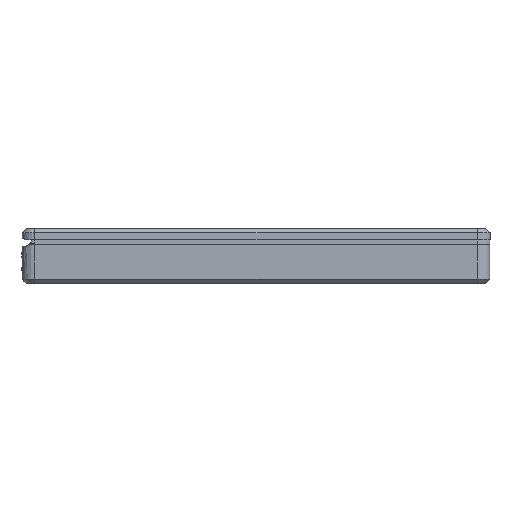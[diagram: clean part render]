
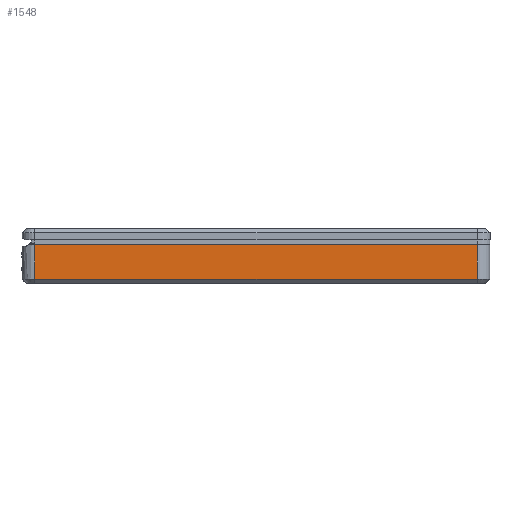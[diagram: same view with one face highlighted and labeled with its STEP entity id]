
A CAD part, left-side view. The second image highlights one B-rep face of the part: STEP entity #1548.
In plain terms, the highlighted planar face has unit normal (-1, 0, 0).
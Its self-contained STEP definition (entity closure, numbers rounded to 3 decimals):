
#1548=ADVANCED_FACE('',(#3434),#31560,.T.);
#3434=FACE_OUTER_BOUND('',#5409,.T.);
#5409=EDGE_LOOP('',(#13503,#13504,#13505,#13506));
#13503=ORIENTED_EDGE('',*,*,#20205,.T.);
#13504=ORIENTED_EDGE('',*,*,#20207,.F.);
#13505=ORIENTED_EDGE('',*,*,#19313,.T.);
#13506=ORIENTED_EDGE('',*,*,#20206,.T.);
#19313=EDGE_CURVE('',#28667,#28664,#26239,.T.);
#20205=EDGE_CURVE('',#29415,#29416,#24429,.T.);
#20206=EDGE_CURVE('',#28664,#29415,#26369,.T.);
#20207=EDGE_CURVE('',#28667,#29416,#26370,.T.);
#24429=B_SPLINE_CURVE_WITH_KNOTS('',1,(#53979,#53980),.UNSPECIFIED.,.F.,
 .F.,(2,2),(0.,217.65),.UNSPECIFIED.);
#26239=(
BOUNDED_CURVE()
B_SPLINE_CURVE(2,(#51810,#51811,#51812,#51813,#51814),.UNSPECIFIED.,.F.,
 .F.)
B_SPLINE_CURVE_WITH_KNOTS((3,2,3),(-427.475,-216.738,
-209.825),.UNSPECIFIED.)
CURVE()
GEOMETRIC_REPRESENTATION_ITEM()
RATIONAL_B_SPLINE_CURVE((1.,1.,1.,1.,1.))
REPRESENTATION_ITEM('')
);
#26369=(
BOUNDED_CURVE()
B_SPLINE_CURVE(1,(#53981,#53982),.UNSPECIFIED.,.F.,.F.)
B_SPLINE_CURVE_WITH_KNOTS((2,2),(0.,17.05),.UNSPECIFIED.)
CURVE()
GEOMETRIC_REPRESENTATION_ITEM()
RATIONAL_B_SPLINE_CURVE((1.,1.))
REPRESENTATION_ITEM('')
);
#26370=(
BOUNDED_CURVE()
B_SPLINE_CURVE(1,(#53983,#53984),.UNSPECIFIED.,.F.,.F.)
B_SPLINE_CURVE_WITH_KNOTS((2,2),(0.,17.05),.UNSPECIFIED.)
CURVE()
GEOMETRIC_REPRESENTATION_ITEM()
RATIONAL_B_SPLINE_CURVE((1.,1.))
REPRESENTATION_ITEM('')
);
#28664=VERTEX_POINT('',#50233);
#28667=VERTEX_POINT('',#50236);
#29415=VERTEX_POINT('',#50984);
#29416=VERTEX_POINT('',#50985);
#31560=PLANE('',#32936);
#32936=AXIS2_PLACEMENT_3D('',#47928,#34295,$);
#34295=DIRECTION('',(-1.,0.,0.));
#47928=CARTESIAN_POINT('',(-134.,-40.825,17.046));
#50233=CARTESIAN_POINT('',(-134.,176.825,17.046));
#50236=CARTESIAN_POINT('',(-134.,-40.825,17.046));
#50984=CARTESIAN_POINT('',(-134.,176.825,-0.004));
#50985=CARTESIAN_POINT('',(-134.,-40.825,-0.004));
#51810=CARTESIAN_POINT('',(-134.,-40.825,17.046));
#51811=CARTESIAN_POINT('',(-134.,64.544,17.046));
#51812=CARTESIAN_POINT('',(-134.,169.913,17.046));
#51813=CARTESIAN_POINT('',(-134.,173.369,17.046));
#51814=CARTESIAN_POINT('',(-134.,176.825,17.046));
#53979=CARTESIAN_POINT('',(-134.,176.825,-0.004));
#53980=CARTESIAN_POINT('',(-134.,-40.825,-0.004));
#53981=CARTESIAN_POINT('',(-134.,176.825,17.046));
#53982=CARTESIAN_POINT('',(-134.,176.825,-0.004));
#53983=CARTESIAN_POINT('',(-134.,-40.825,17.046));
#53984=CARTESIAN_POINT('',(-134.,-40.825,-0.004));
